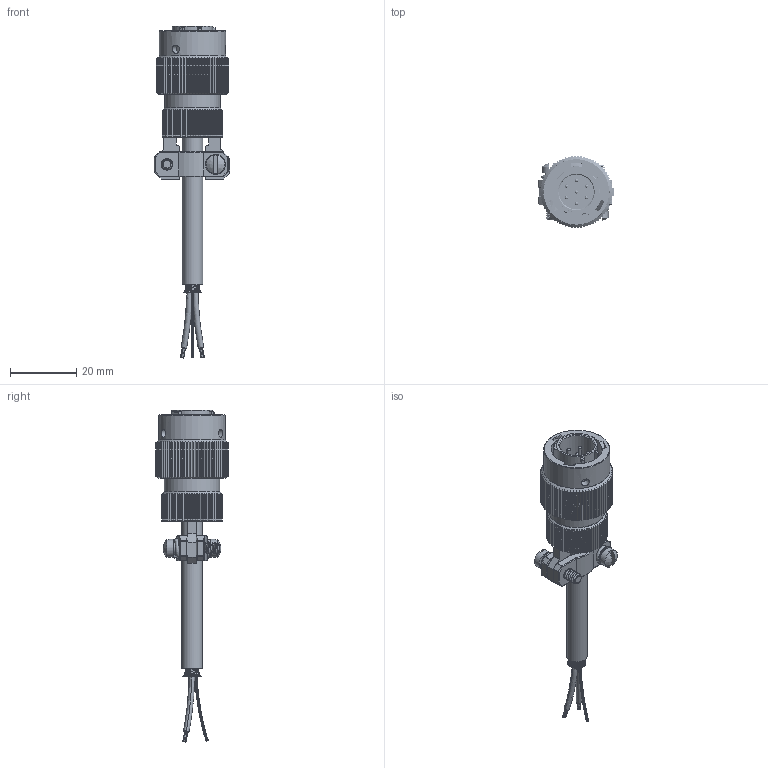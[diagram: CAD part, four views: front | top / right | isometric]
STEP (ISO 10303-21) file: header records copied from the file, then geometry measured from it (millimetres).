
FILE_DESCRIPTION(/* description */ (''),/* implementation_level */ '2;1');
FILE_NAME(/* name */ 'CK-C1.stp',/* time_stamp */ '2020-05-01T10:39:46-04:00',/* author */ ('lcup'),/* organization */ (''),/* preprocessor_version */ 'ST-DEVELOPER v18',/* originating_system */ 'Autodesk Inventor 2020',/* authorisation */ '');
FILE_SCHEMA (('AUTOMOTIVE_DESIGN { 1 0 10303 214 3 1 1 }'));
Products named in the file (11): CF-C1; CBP10015, CONNECTOR; CBP10015, METAL INSERT; CBP10015, RUBBER INSERT; CBP10015, RUBBER; CBP10015, SCREW; CBP10015, STRAP; CBP10015, TABS; CBP10015, WASHER; CB103; CBP10033
Assembly tree (13 placements, depth 3):
  CF-C1
    CBP10015, CONNECTOR
    CBP10015, METAL INSERT
    CBP10015, RUBBER INSERT
    CBP10015, RUBBER
    CBP10015, SCREW  x2
    CBP10015, STRAP  x2
    CBP10015, TABS
    CBP10015, WASHER  x2
    CB103
      CBP10033
Bounding box: 22.72 x 21.83 x 100.26 mm (x, y, z)
Volume: 11984.4 mm3; surface area: 13592.3 mm2
Topology: 110 solids, 110 shells, 1456 faces, 3528 edges, 2347 vertices
Faces by surface type: plane 745, cylinder 442, bspline 140, torus 50, sphere 47, cone 32
Full cylindrical faces by diameter (mm): 0.127 x19, 0.203 x38, 1 x14, 1.5 x7, 2 x21, 2.5 x3, 3.251 x2, 3.353 x1, 3.4 x2, 3.8 x2, 3.988 x1, 4.115 x1, 4.127 x2, 4.142 x1, 4.267 x1, 5 x1, 5.5 x2, 6.223 x1, 8 x1, 9.74 x1, 10 x3, 10.16 x1, 10.528 x1, 11 x1, 11.35 x1, 11.4 x1, 11.75 x1, 12.192 x1, 12.5 x1, 12.929 x1
Entity records: 49078 total; most frequent: CARTESIAN_POINT 16676, DIRECTION 6658, ORIENTED_EDGE 6578, EDGE_CURVE 3289, AXIS2_PLACEMENT_3D 2762, VERTEX_POINT 2233, EDGE_LOOP 1489, CIRCLE 1433
